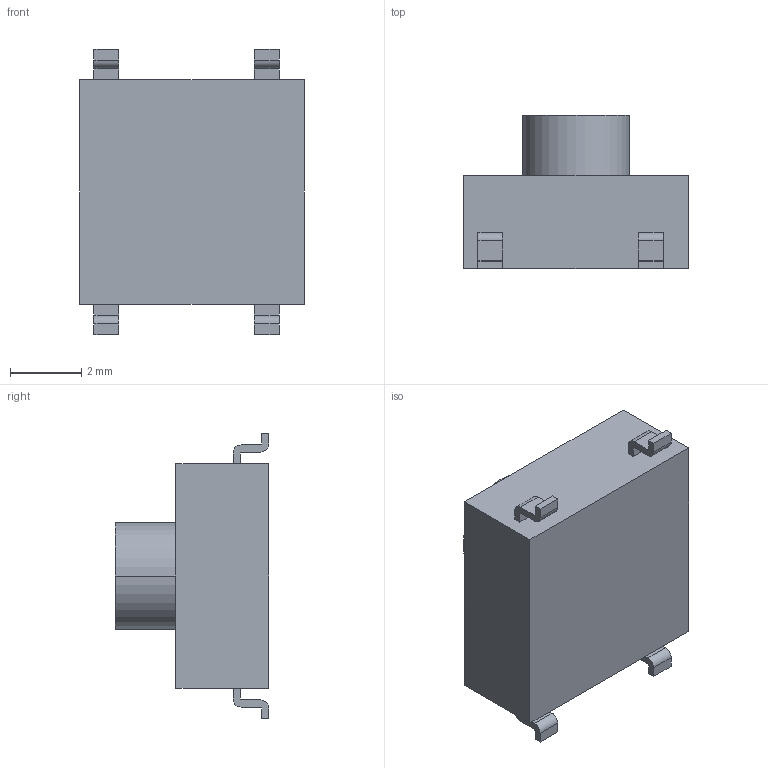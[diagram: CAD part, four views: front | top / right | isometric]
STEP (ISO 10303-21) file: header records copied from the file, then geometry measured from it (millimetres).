
FILE_DESCRIPTION(('STEP AP214'),'1');
FILE_NAME('19987.stp','2018-09-10T17:31:30',('TraceParts'),('TraceParts S.A.'),'Spatial InterOp 3D',' ',' ');
FILE_SCHEMA(('automotive_design'));
Length unit declared in the file: millimetre
Products named in the file (1): 19987
Bounding box: 6.3 x 4.3 x 8 mm (x, y, z)
Volume: 116.1 mm3; surface area: 172 mm2
Topology: 1 solids, 1 shells, 61 faces, 162 edges, 108 vertices
Faces by surface type: plane 43, cylinder 18
Entity records: 3746 total; most frequent: CARTESIAN_POINT 332, STYLED_ITEM 331, PRESENTATION_STYLE_ASSIGNMENT 331, COLOUR_RGB 331, ORIENTED_EDGE 324, DIRECTION 322, EDGE_CURVE 162, CURVE_STYLE 162
